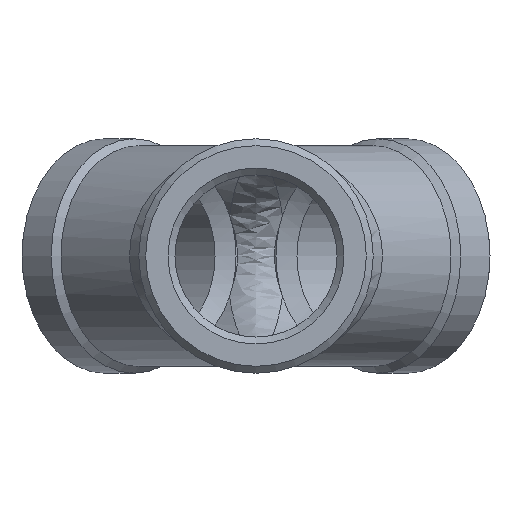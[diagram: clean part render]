
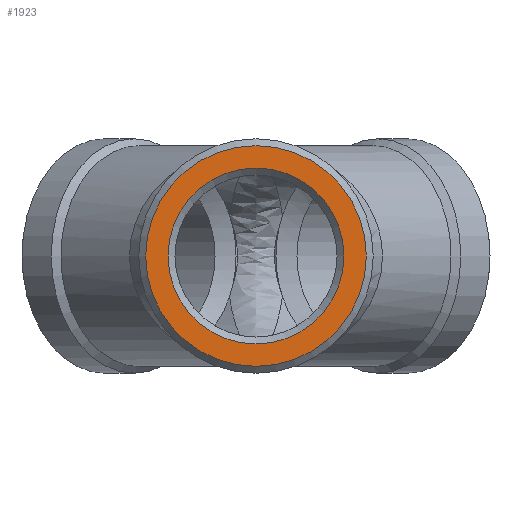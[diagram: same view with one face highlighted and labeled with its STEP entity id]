
A CAD part, front view. The second image highlights one B-rep face of the part: STEP entity #1923.
In plain terms, the highlighted planar face has unit normal (0, -1, 0).
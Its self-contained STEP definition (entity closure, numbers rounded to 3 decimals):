
#353=CIRCLE('',#2059,16.);
#354=CIRCLE('',#2060,12.75);
#765=ORIENTED_EDGE('',*,*,#1176,.F.);
#766=ORIENTED_EDGE('',*,*,#1177,.T.);
#1176=EDGE_CURVE('',#1369,#1369,#353,.T.);
#1177=EDGE_CURVE('',#1370,#1370,#354,.T.);
#1369=VERTEX_POINT('',#4767);
#1370=VERTEX_POINT('',#4769);
#1592=EDGE_LOOP('',(#765));
#1593=EDGE_LOOP('',(#766));
#1744=FACE_BOUND('',#1592,.T.);
#1745=FACE_BOUND('',#1593,.T.);
#1832=PLANE('',#2058);
#1923=ADVANCED_FACE('',(#1744,#1745),#1832,.T.);
#2058=AXIS2_PLACEMENT_3D('',#4765,#2378,#2379);
#2059=AXIS2_PLACEMENT_3D('',#4766,#2380,#2381);
#2060=AXIS2_PLACEMENT_3D('',#4768,#2382,#2383);
#2378=DIRECTION('',(0.,-1.,0.));
#2379=DIRECTION('',(0.,0.,-1.));
#2380=DIRECTION('',(0.,1.,0.));
#2381=DIRECTION('',(0.,0.,1.));
#2382=DIRECTION('',(0.,1.,0.));
#2383=DIRECTION('',(0.,0.,-1.));
#4765=CARTESIAN_POINT('',(0.,-35.,0.));
#4766=CARTESIAN_POINT('',(0.,-35.,0.));
#4767=CARTESIAN_POINT('',(0.,-35.,16.));
#4768=CARTESIAN_POINT('',(0.,-35.,0.));
#4769=CARTESIAN_POINT('',(0.,-35.,-12.75));
